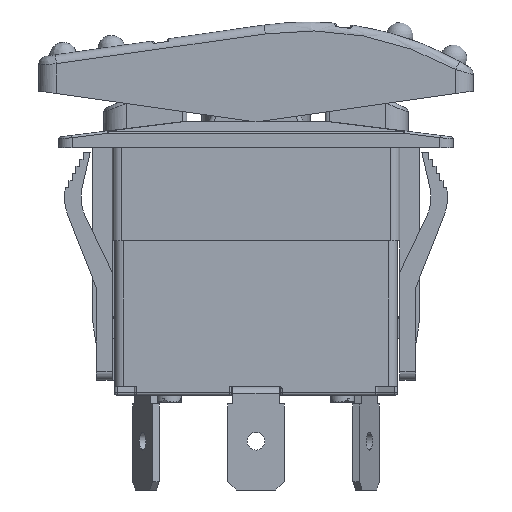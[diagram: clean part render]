
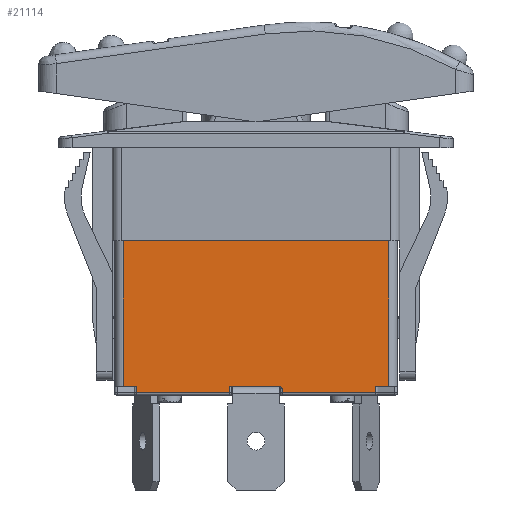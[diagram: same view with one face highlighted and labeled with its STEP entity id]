
A CAD part, front view. The second image highlights one B-rep face of the part: STEP entity #21114.
In plain terms, the highlighted planar face has unit normal (0, -1, 0).
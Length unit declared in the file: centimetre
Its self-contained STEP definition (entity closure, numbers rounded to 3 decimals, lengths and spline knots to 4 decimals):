
#395=B_SPLINE_CURVE_WITH_KNOTS('',3,(#38023,#38024,#38025,#38026,#38027,
#38028),.UNSPECIFIED.,.F.,.F.,(4,2,4),(0.,0.0294,0.0485),
 .UNSPECIFIED.);
#1854=PLANE('',#23062);
#2868=FACE_OUTER_BOUND('',#4112,.T.);
#4112=EDGE_LOOP('',(#19070,#19071,#19072,#19073,#19074,#19075,#19076,#19077,
#19078,#19079,#19080,#19081,#19082));
#5539=LINE('',#34303,#7425);
#5666=LINE('',#34882,#7552);
#5798=LINE('',#35502,#7684);
#5825=LINE('',#35577,#7711);
#6465=LINE('',#38035,#8351);
#6477=LINE('',#38081,#8363);
#6479=LINE('',#38089,#8365);
#6528=LINE('',#38318,#8414);
#6529=LINE('',#38321,#8415);
#6530=LINE('',#38322,#8416);
#6531=LINE('',#38323,#8417);
#6532=LINE('',#38324,#8418);
#7425=VECTOR('',#25535,1.);
#7552=VECTOR('',#25942,1.);
#7684=VECTOR('',#26356,1.);
#7711=VECTOR('',#26407,1.);
#8351=VECTOR('',#28197,1.);
#8363=VECTOR('',#28253,1.);
#8365=VECTOR('',#28263,1.);
#8414=VECTOR('',#28328,1.);
#8415=VECTOR('',#28333,1.);
#8416=VECTOR('',#28334,1.);
#8417=VECTOR('',#28335,1.);
#8418=VECTOR('',#28336,1.);
#9532=VERTEX_POINT('',#34300);
#9533=VERTEX_POINT('',#34302);
#9682=VERTEX_POINT('',#34879);
#9683=VERTEX_POINT('',#34881);
#9845=VERTEX_POINT('',#35499);
#9846=VERTEX_POINT('',#35501);
#9881=VERTEX_POINT('',#35574);
#9882=VERTEX_POINT('',#35576);
#10441=VERTEX_POINT('',#38022);
#10443=VERTEX_POINT('',#38033);
#10455=VERTEX_POINT('',#38078);
#10457=VERTEX_POINT('',#38087);
#10533=VERTEX_POINT('',#38317);
#11942=EDGE_CURVE('',#9532,#9533,#5539,.T.);
#12161=EDGE_CURVE('',#9682,#9683,#5666,.T.);
#12392=EDGE_CURVE('',#9845,#9846,#5798,.T.);
#12429=EDGE_CURVE('',#9882,#9881,#5825,.T.);
#13333=EDGE_CURVE('',#10441,#9682,#395,.T.);
#13337=EDGE_CURVE('',#10443,#10441,#6465,.T.);
#13361=EDGE_CURVE('',#9683,#10455,#6477,.T.);
#13365=EDGE_CURVE('',#10457,#10443,#6479,.T.);
#13445=EDGE_CURVE('',#10455,#10533,#6528,.T.);
#13447=EDGE_CURVE('',#9533,#10457,#6529,.T.);
#13448=EDGE_CURVE('',#9882,#9532,#6530,.T.);
#13449=EDGE_CURVE('',#9846,#9881,#6531,.T.);
#13450=EDGE_CURVE('',#10533,#9845,#6532,.T.);
#19070=ORIENTED_EDGE('',*,*,#13333,.F.);
#19071=ORIENTED_EDGE('',*,*,#13337,.F.);
#19072=ORIENTED_EDGE('',*,*,#13365,.F.);
#19073=ORIENTED_EDGE('',*,*,#13447,.F.);
#19074=ORIENTED_EDGE('',*,*,#11942,.F.);
#19075=ORIENTED_EDGE('',*,*,#13448,.F.);
#19076=ORIENTED_EDGE('',*,*,#12429,.T.);
#19077=ORIENTED_EDGE('',*,*,#13449,.F.);
#19078=ORIENTED_EDGE('',*,*,#12392,.F.);
#19079=ORIENTED_EDGE('',*,*,#13450,.F.);
#19080=ORIENTED_EDGE('',*,*,#13445,.F.);
#19081=ORIENTED_EDGE('',*,*,#13361,.F.);
#19082=ORIENTED_EDGE('',*,*,#12161,.F.);
#21114=ADVANCED_FACE('',(#2868),#1854,.T.);
#23062=AXIS2_PLACEMENT_3D('',#38320,#28331,#28332);
#25535=DIRECTION('',(-1.,0.,0.));
#25942=DIRECTION('',(-1.,0.,0.));
#26356=DIRECTION('',(-1.,0.,0.));
#26407=DIRECTION('',(-1.,0.,0.));
#28197=DIRECTION('',(0.,0.,1.));
#28253=DIRECTION('',(0.,0.,-1.));
#28263=DIRECTION('',(-1.,0.,0.));
#28328=DIRECTION('',(-1.,0.,0.));
#28331=DIRECTION('center_axis',(0.,-1.,0.));
#28332=DIRECTION('ref_axis',(0.,0.,-1.));
#28333=DIRECTION('',(0.,0.,-1.));
#28334=DIRECTION('',(0.,0.,-1.));
#28335=DIRECTION('',(0.,0.,1.));
#28336=DIRECTION('',(0.,0.,1.));
#34300=CARTESIAN_POINT('',(1.495,-1.035,0.1));
#34302=CARTESIAN_POINT('',(1.35,-1.035,0.1));
#34303=CARTESIAN_POINT('',(1.3773,-1.035,0.1));
#34879=CARTESIAN_POINT('',(0.2567,-1.035,0.1));
#34881=CARTESIAN_POINT('',(-0.3,-1.035,0.1));
#34882=CARTESIAN_POINT('',(0.7975,-1.035,0.1));
#35499=CARTESIAN_POINT('',(-1.35,-1.035,0.1));
#35501=CARTESIAN_POINT('',(-1.495,-1.035,0.1));
#35502=CARTESIAN_POINT('',(0.2177,-1.035,0.1));
#35574=CARTESIAN_POINT('',(-1.495,-1.035,1.74));
#35576=CARTESIAN_POINT('',(1.495,-1.035,1.74));
#35577=CARTESIAN_POINT('',(0.7975,-1.035,1.74));
#38022=CARTESIAN_POINT('',(0.3,-1.035,0.075));
#38023=CARTESIAN_POINT('Ctrl Pts',(0.3,-1.035,0.075));
#38024=CARTESIAN_POINT('Ctrl Pts',(0.2931,-1.035,0.0819));
#38025=CARTESIAN_POINT('Ctrl Pts',(0.2846,-1.035,0.0901));
#38026=CARTESIAN_POINT('Ctrl Pts',(0.2704,-1.035,0.0978));
#38027=CARTESIAN_POINT('Ctrl Pts',(0.2631,-1.035,0.1));
#38028=CARTESIAN_POINT('Ctrl Pts',(0.2567,-1.035,0.1));
#38033=CARTESIAN_POINT('',(0.3,-1.035,0.025));
#38035=CARTESIAN_POINT('',(0.3,-1.035,0.));
#38078=CARTESIAN_POINT('',(-0.3,-1.035,0.025));
#38081=CARTESIAN_POINT('',(-0.3,-1.035,0.));
#38087=CARTESIAN_POINT('',(1.35,-1.035,0.025));
#38089=CARTESIAN_POINT('',(0.7975,-1.035,0.025));
#38317=CARTESIAN_POINT('',(-1.35,-1.035,0.025));
#38318=CARTESIAN_POINT('',(0.7975,-1.035,0.025));
#38320=CARTESIAN_POINT('Origin',(1.595,-1.035,0.));
#38321=CARTESIAN_POINT('',(1.35,-1.035,0.));
#38322=CARTESIAN_POINT('',(1.495,-1.035,0.));
#38323=CARTESIAN_POINT('',(-1.495,-1.035,0.));
#38324=CARTESIAN_POINT('',(-1.35,-1.035,0.));
